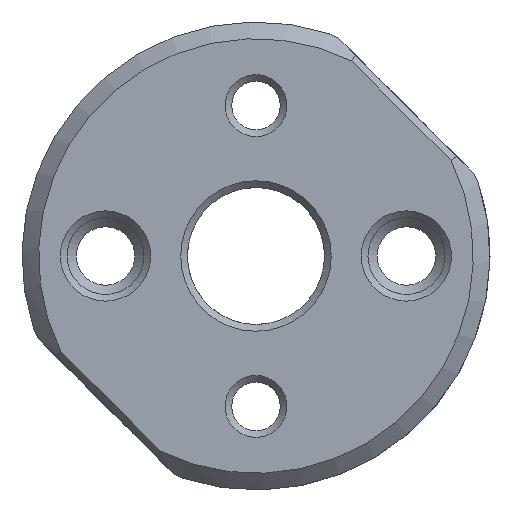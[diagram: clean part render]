
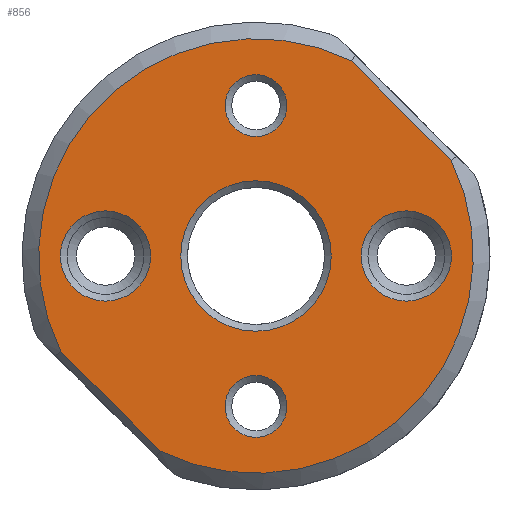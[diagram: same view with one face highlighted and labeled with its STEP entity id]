
A CAD part, left-side view. The second image highlights one B-rep face of the part: STEP entity #856.
In plain terms, the highlighted planar face has unit normal (-1, 0, 0).
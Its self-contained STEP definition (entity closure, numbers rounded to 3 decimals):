
#55=FACE_BOUND('',#270,.T.);
#56=FACE_BOUND('',#271,.T.);
#57=FACE_BOUND('',#272,.T.);
#58=FACE_BOUND('',#273,.T.);
#59=FACE_BOUND('',#274,.T.);
#95=LINE('',#1354,#147);
#96=LINE('',#1358,#148);
#147=VECTOR('',#1071,10.);
#148=VECTOR('',#1074,10.);
#192=PLANE('',#934);
#216=FACE_OUTER_BOUND('',#269,.T.);
#269=EDGE_LOOP('',(#632,#633,#634,#635));
#270=EDGE_LOOP('',(#636));
#271=EDGE_LOOP('',(#637));
#272=EDGE_LOOP('',(#638));
#273=EDGE_LOOP('',(#639));
#274=EDGE_LOOP('',(#640));
#340=CIRCLE('',#931,2.7);
#343=CIRCLE('',#935,13.);
#344=CIRCLE('',#936,13.);
#345=CIRCLE('',#937,2.7);
#346=CIRCLE('',#938,1.85);
#347=CIRCLE('',#939,4.5);
#348=CIRCLE('',#940,1.85);
#403=VERTEX_POINT('',#1344);
#406=VERTEX_POINT('',#1352);
#407=VERTEX_POINT('',#1353);
#408=VERTEX_POINT('',#1355);
#409=VERTEX_POINT('',#1357);
#410=VERTEX_POINT('',#1360);
#411=VERTEX_POINT('',#1362);
#412=VERTEX_POINT('',#1364);
#413=VERTEX_POINT('',#1366);
#490=EDGE_CURVE('',#403,#403,#340,.T.);
#494=EDGE_CURVE('',#406,#407,#95,.T.);
#495=EDGE_CURVE('',#408,#406,#343,.T.);
#496=EDGE_CURVE('',#409,#408,#96,.T.);
#497=EDGE_CURVE('',#407,#409,#344,.T.);
#498=EDGE_CURVE('',#410,#410,#345,.T.);
#499=EDGE_CURVE('',#411,#411,#346,.T.);
#500=EDGE_CURVE('',#412,#412,#347,.T.);
#501=EDGE_CURVE('',#413,#413,#348,.T.);
#632=ORIENTED_EDGE('',*,*,#494,.F.);
#633=ORIENTED_EDGE('',*,*,#495,.F.);
#634=ORIENTED_EDGE('',*,*,#496,.F.);
#635=ORIENTED_EDGE('',*,*,#497,.F.);
#636=ORIENTED_EDGE('',*,*,#498,.F.);
#637=ORIENTED_EDGE('',*,*,#499,.F.);
#638=ORIENTED_EDGE('',*,*,#500,.F.);
#639=ORIENTED_EDGE('',*,*,#501,.F.);
#640=ORIENTED_EDGE('',*,*,#490,.F.);
#856=ADVANCED_FACE('',(#216,#55,#56,#57,#58,#59),#192,.F.);
#931=AXIS2_PLACEMENT_3D('',#1345,#1062,#1063);
#934=AXIS2_PLACEMENT_3D('',#1351,#1069,#1070);
#935=AXIS2_PLACEMENT_3D('',#1356,#1072,#1073);
#936=AXIS2_PLACEMENT_3D('',#1359,#1075,#1076);
#937=AXIS2_PLACEMENT_3D('',#1361,#1077,#1078);
#938=AXIS2_PLACEMENT_3D('',#1363,#1079,#1080);
#939=AXIS2_PLACEMENT_3D('',#1365,#1081,#1082);
#940=AXIS2_PLACEMENT_3D('',#1367,#1083,#1084);
#1062=DIRECTION('center_axis',(-1.,0.,0.));
#1063=DIRECTION('ref_axis',(0.,1.,0.));
#1069=DIRECTION('center_axis',(1.,0.,0.));
#1070=DIRECTION('ref_axis',(0.,1.,0.));
#1071=DIRECTION('',(0.,0.707,0.707));
#1072=DIRECTION('center_axis',(1.,0.,0.));
#1073=DIRECTION('ref_axis',(0.,1.,0.));
#1074=DIRECTION('',(0.,-0.707,-0.707));
#1075=DIRECTION('center_axis',(1.,0.,0.));
#1076=DIRECTION('ref_axis',(0.,1.,0.));
#1077=DIRECTION('center_axis',(-1.,0.,0.));
#1078=DIRECTION('ref_axis',(0.,1.,0.));
#1079=DIRECTION('center_axis',(-1.,0.,0.));
#1080=DIRECTION('ref_axis',(0.,1.,0.));
#1081=DIRECTION('center_axis',(-1.,0.,0.));
#1082=DIRECTION('ref_axis',(0.,1.,0.));
#1083=DIRECTION('center_axis',(-1.,0.,0.));
#1084=DIRECTION('ref_axis',(0.,1.,0.));
#1344=CARTESIAN_POINT('',(-397.35,44.3,38.));
#1345=CARTESIAN_POINT('Origin',(-397.35,47.,38.));
#1351=CARTESIAN_POINT('Origin',(-397.35,38.,38.));
#1352=CARTESIAN_POINT('',(-397.35,43.722,26.327));
#1353=CARTESIAN_POINT('',(-397.35,49.673,32.279));
#1354=CARTESIAN_POINT('',(-397.35,46.605,29.211));
#1355=CARTESIAN_POINT('',(-397.35,26.327,43.722));
#1356=CARTESIAN_POINT('Origin',(-397.35,38.,38.));
#1357=CARTESIAN_POINT('',(-397.35,32.278,49.673));
#1358=CARTESIAN_POINT('',(-397.35,29.394,46.79));
#1359=CARTESIAN_POINT('Origin',(-397.35,38.,38.));
#1360=CARTESIAN_POINT('',(-397.35,26.3,38.));
#1361=CARTESIAN_POINT('Origin',(-397.35,29.,38.));
#1362=CARTESIAN_POINT('',(-397.35,36.15,47.));
#1363=CARTESIAN_POINT('Origin',(-397.35,38.,47.));
#1364=CARTESIAN_POINT('',(-397.35,33.5,38.));
#1365=CARTESIAN_POINT('Origin',(-397.35,38.,38.));
#1366=CARTESIAN_POINT('',(-397.35,36.15,29.));
#1367=CARTESIAN_POINT('Origin',(-397.35,38.,29.));
